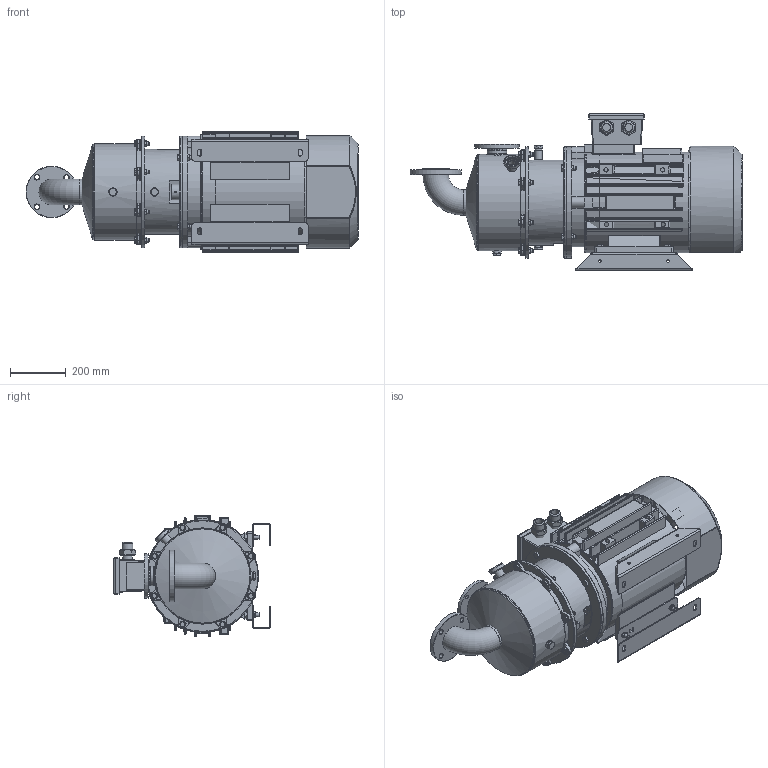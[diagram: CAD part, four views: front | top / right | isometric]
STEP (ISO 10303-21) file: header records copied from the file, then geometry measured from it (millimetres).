
FILE_DESCRIPTION(('STEP AP203'), '1');
FILE_NAME('ÕÌñ 70õ80 29.00.000-01 ÑÁ', '', ('UNSPECIFIED'), ('UNSPECIFIED'), 'ASCON STEP Converter 1.6', 'ASCON Math Kernel', '');
FILE_SCHEMA(('CONFIG_CONTROL_DESIGN'));
Length unit declared in the file: millimetre
Products named in the file (30): 29.00.000-01 捘; 29.01.000 捘;  29.011.004; 29.011.003-01; 29.011.005; 29.011.002; Íàïðàâëÿþùèé àïïàðàò ÕÌñ80õ80 29.01.001 v VIII; 婑鳧氀 Dy80; 青腓忭铋 镟蝠簋铌 17.01.007; ìóôòà ìîëî÷íàÿ îáðåçàííàÿ; Ãàéêà ñëèâíîé ïðîáêè 17.01.006; Áîëò ïîë äþéìà; Íàïîðíûé é ïàòðóáîê 100õ50 17.01.006; 11.01.008-03;  29.02.000-01; ôëàíåö äâèãàòåëÿ ôîíàðÿ ÕÌñ 70õ80 Ê55LDPRT; 婑鳧氀 鍕毿骫膱  17.05.002; 青腓忭铋 镟蝠筢铌 17.05.005; Çàãëóøêà íà íàðóæí ðåçüá. 3-4; âåíòèëÿòîð ÀÈÐ 180 Ì2; êîæóõ äâèãàòåëÿ 30 êÂò.; øòóöåð ãàéêà; ÀÈÐ 180 Ì2 îáùåïðîì; Ëàïà 22-30 êÂò.
Assembly tree (61 placements, depth 3):
  29.00.000-01 捘
    29.01.000 捘
       29.011.004
      29.011.003-01
      29.011.005
      29.011.002
      Íàïðàâëÿþùèé àïïàðàò ÕÌñ80õ80 29.01.001 v VIII
      (unnamed)
      婑鳧氀 Dy80
      青腓忭铋 镟蝠簋铌 17.01.007
      ìóôòà ìîëî÷íàÿ îáðåçàííàÿ
      Ãàéêà ñëèâíîé ïðîáêè 17.01.006
      Áîëò ïîë äþéìà
      Íàïîðíûé é ïàòðóáîê 100õ50 17.01.006
      11.01.008-03
     29.02.000-01
      ôëàíåö äâèãàòåëÿ ôîíàðÿ ÕÌñ 70õ80 Ê55LDPRT
      (unnamed)
      婑鳧氀 鍕毿骫膱  17.05.002
      青腓忭铋 镟蝠筢铌 17.05.005
      Çàãëóøêà íà íàðóæí ðåçüá. 3-4
      Ãàéêà ñëèâíîé ïðîáêè 17.01.006
      Áîëò ïîë äþéìà
    (unnamed)
      âåíòèëÿòîð ÀÈÐ 180 Ì2
      êîæóõ äâèãàòåëÿ 30 êÂò.
      øòóöåð ãàéêà  x2
      ÀÈÐ 180 Ì2 îáùåïðîì
    Ëàïà 22-30 êÂò.  x2
    (unnamed)  x8
    (unnamed)  x15
    (unnamed)  x8
Bounding box: 1193.94 x 563.72 x 436.05 mm (x, y, z)
Volume: 50158684 mm3; surface area: 5301553.7 mm2
Topology: 63 solids, 65 shells, 2137 faces, 5039 edges, 3071 vertices
Faces by surface type: plane 810, cylinder 612, torus 209, cone 205, bspline 190, sphere 111
Full cylindrical faces by diameter (mm): 6 x2, 10 x4, 11.835 x15, 14 x28, 15 x12, 16 x4, 16.8 x8, 17 x8, 18 x4, 18.632 x2, 19 x8, 20.955 x2, 21 x1, 24.5 x1, 24.83 x1, 25 x2, 26 x5, 26.5 x1, 27 x2, 28 x2, 30 x4, 32 x3, 34 x4, 36 x1, 39.216 x2, 40 x6, 46 x1, 55 x1, 58 x1, 65 x3
Entity records: 91304 total; most frequent: CARTESIAN_POINT 39525, ORIENTED_EDGE 7366, DIRECTION 7339, EDGE_CURVE 3696, AXIS2_PLACEMENT_3D 3020, VERTEX_POINT 2372, EDGE_LOOP 2097, FACE_BOUND 1725
